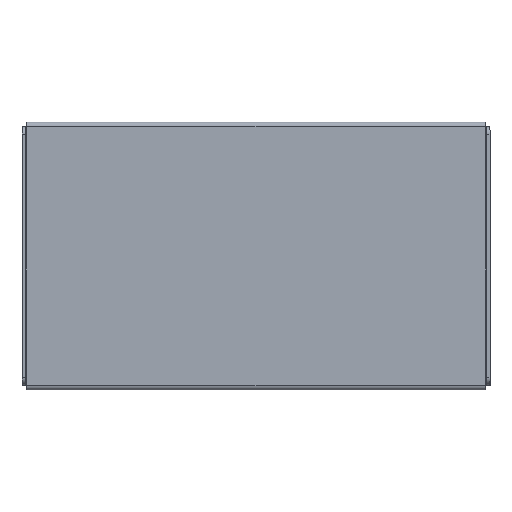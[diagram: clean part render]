
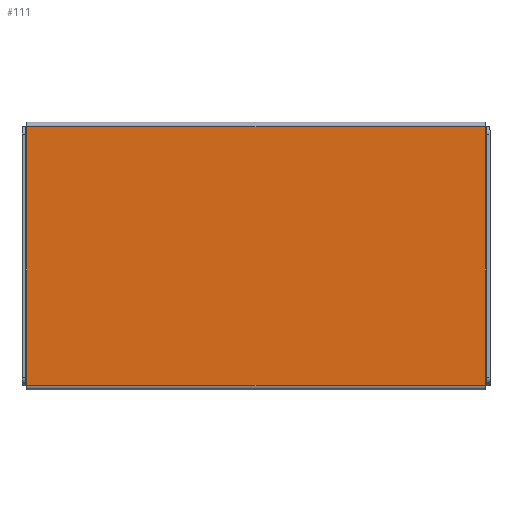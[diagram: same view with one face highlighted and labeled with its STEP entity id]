
A CAD part, top view. The second image highlights one B-rep face of the part: STEP entity #111.
In plain terms, the highlighted planar face has unit normal (0, 0, 1).
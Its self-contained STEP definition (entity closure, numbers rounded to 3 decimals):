
#17 = DIRECTION ( 'NONE',  ( 0., 0., 1. ) ) ;
#21 = VERTEX_POINT ( 'NONE', #1437 ) ;
#65 = LINE ( 'NONE', #212, #897 ) ;
#95 = DIRECTION ( 'NONE',  ( 1., 0., 0. ) ) ;
#111 = ADVANCED_FACE ( 'NONE', ( #1575 ), #1049, .T. ) ;
#137 = VECTOR ( 'NONE', #1235, 1000. ) ;
#172 = EDGE_CURVE ( 'NONE', #21, #1062, #1346, .T. ) ;
#178 = LINE ( 'NONE', #971, #137 ) ;
#212 = CARTESIAN_POINT ( 'NONE',  ( -153., -84.5, 0. ) ) ;
#277 = VERTEX_POINT ( 'NONE', #1372 ) ;
#427 = EDGE_CURVE ( 'NONE', #439, #1062, #65, .T. ) ;
#439 = VERTEX_POINT ( 'NONE', #1021 ) ;
#562 = EDGE_CURVE ( 'NONE', #439, #277, #601, .T. ) ;
#601 = LINE ( 'NONE', #797, #1565 ) ;
#669 = CARTESIAN_POINT ( 'NONE',  ( 150., 84.5, 0. ) ) ;
#679 = DIRECTION ( 'NONE',  ( 0., -1., 0. ) ) ;
#714 = CARTESIAN_POINT ( 'NONE',  ( 150., -84.5, 0. ) ) ;
#792 = CARTESIAN_POINT ( 'NONE',  ( 0., 0., 0. ) ) ;
#797 = CARTESIAN_POINT ( 'NONE',  ( -150., -84.5, 0. ) ) ;
#897 = VECTOR ( 'NONE', #95, 1000. ) ;
#904 = ORIENTED_EDGE ( 'NONE', *, *, #1042, .T. ) ;
#905 = DIRECTION ( 'NONE',  ( 0., 1., 0. ) ) ;
#932 = DIRECTION ( 'NONE',  ( 1., 0., 0. ) ) ;
#939 = EDGE_LOOP ( 'NONE', ( #904, #1544, #985, #973 ) ) ;
#971 = CARTESIAN_POINT ( 'NONE',  ( -153., 84.5, 0. ) ) ;
#973 = ORIENTED_EDGE ( 'NONE', *, *, #172, .F. ) ;
#985 = ORIENTED_EDGE ( 'NONE', *, *, #427, .T. ) ;
#1021 = CARTESIAN_POINT ( 'NONE',  ( -150., -84.5, 0. ) ) ;
#1042 = EDGE_CURVE ( 'NONE', #21, #277, #178, .T. ) ;
#1049 = PLANE ( 'NONE',  #1576 ) ;
#1062 = VERTEX_POINT ( 'NONE', #714 ) ;
#1134 = VECTOR ( 'NONE', #679, 1000. ) ;
#1235 = DIRECTION ( 'NONE',  ( -1., 0., 0. ) ) ;
#1346 = LINE ( 'NONE', #669, #1134 ) ;
#1372 = CARTESIAN_POINT ( 'NONE',  ( -150., 84.5, 0. ) ) ;
#1437 = CARTESIAN_POINT ( 'NONE',  ( 150., 84.5, 0. ) ) ;
#1544 = ORIENTED_EDGE ( 'NONE', *, *, #562, .F. ) ;
#1565 = VECTOR ( 'NONE', #905, 1000. ) ;
#1575 = FACE_OUTER_BOUND ( 'NONE', #939, .T. ) ;
#1576 = AXIS2_PLACEMENT_3D ( 'NONE', #792, #17, #932 ) ;
